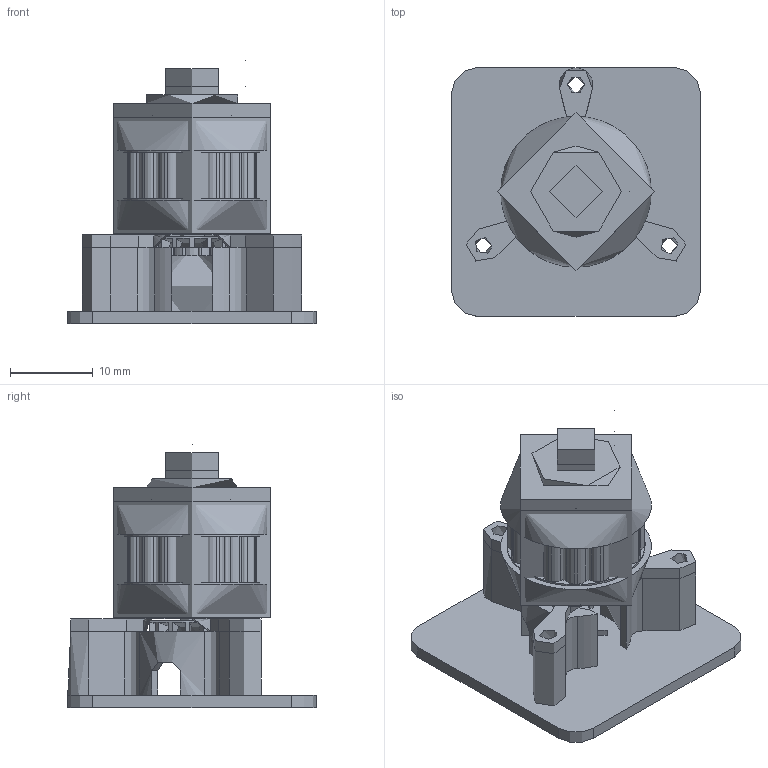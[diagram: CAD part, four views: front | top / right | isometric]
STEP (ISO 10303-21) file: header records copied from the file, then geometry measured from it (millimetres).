
FILE_DESCRIPTION(/* description */ ('STEP AP242','CAx-IF Rec.Pracs.---Representation and Presentation of Product Manufacturing Information (PMI)---4.0---2014-10-13','CAx-IF Rec.Pracs.---3D Tessellated Geometry---0.4---2014-09-14','2;1'),/* implementation_level */ '2;1');
FILE_NAME(/* name */ '66a8326a36100166eca92127',/* time_stamp */ '2024-07-30T00:23:07Z',/* author */ (''),/* organization */ (''),/* preprocessor_version */ 'ST-DEVELOPER v20',/* originating_system */ ' ',/* authorisation */ ' ');
FILE_SCHEMA (('AP242_MANAGED_MODEL_BASED_3D_ENGINEERING_MIM_LF { 1 0 10303 442 1 1 4 }'));
Length unit declared in the file: metre
Products named in the file (9): top cover; top; output disc; center shaft bottom; 2nd disc; 1st disk; base gearbox plate; motor mount; center shaft top
Bounding box: 30 x 30 x 31.77 mm (x, y, z)
Volume: 4460.5 mm3
Topology: 8 solids, 21 shells, 597 faces, 1619 edges, 1067 vertices
Faces by surface type: plane 276, cylinder 262, bspline 59
Full cylindrical faces by diameter (mm): 1 x6, 1.1 x2, 1.6 x3, 2 x3, 2.1 x12, 2.2 x1, 2.8 x6, 2.9 x2, 3 x2, 3.3 x2, 3.6 x6, 4.5 x3, 6 x2, 6.35 x1, 10.5 x1, 11 x1, 16.7 x1, 18.2 x2, 19 x2
Entity records: 23398 total; most frequent: CARTESIAN_POINT 8325, DIRECTION 3106, ORIENTED_EDGE 3058, EDGE_CURVE 1529, AXIS2_PLACEMENT_3D 1182, VERTEX_POINT 1030, LINE 742, VECTOR 742
